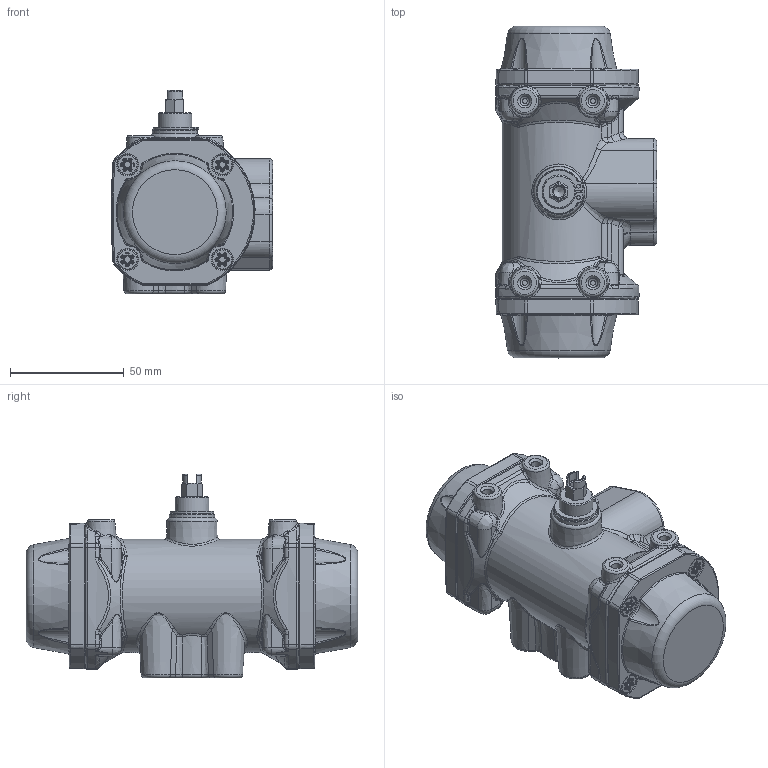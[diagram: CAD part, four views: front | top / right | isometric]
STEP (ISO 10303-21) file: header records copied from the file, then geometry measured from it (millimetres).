
FILE_DESCRIPTION( ( 'Unknown' ), '1' );
FILE_NAME( 'PPW-PPWS_3D.stp', 'Unknown', ( 'Unknown' ), ( 'Unknown' ), 'PSStep 10.1', 'Unknown', ' ' );
FILE_SCHEMA( ( 'automotive_design' ) );
Length unit declared in the file: millimetre
Products named in the file (9): 1; 2; 3; 4; 5; 6; 7; 8; 9
Bounding box: 70.94 x 146 x 89.7 mm (x, y, z)
Volume: 394883.8 mm3; surface area: 50020.8 mm2
Topology: 9 solids, 9 shells, 1978 faces, 4593 edges, 2711 vertices
Faces by surface type: cylinder 517, bspline 512, plane 500, torus 291, cone 104, extrusion 44, sphere 10
Full cylindrical faces by diameter (mm): 1.7 x2, 2 x8, 4 x2, 4.2 x8, 4.3 x4, 4.917 x2, 5.6 x8, 6 x8, 9 x8, 9.6 x8, 11.75 x2, 14.85 x1, 20 x1, 26 x1
Entity records: 122035 total; most frequent: CARTESIAN_POINT 65019, ORIENTED_EDGE 8782, DIRECTION 8179, EDGE_CURVE 4391, AXIS2_PLACEMENT_3D 3465, VERTEX_POINT 2667, EDGE_LOOP 2217, FACE_OUTER_BOUND 2087
